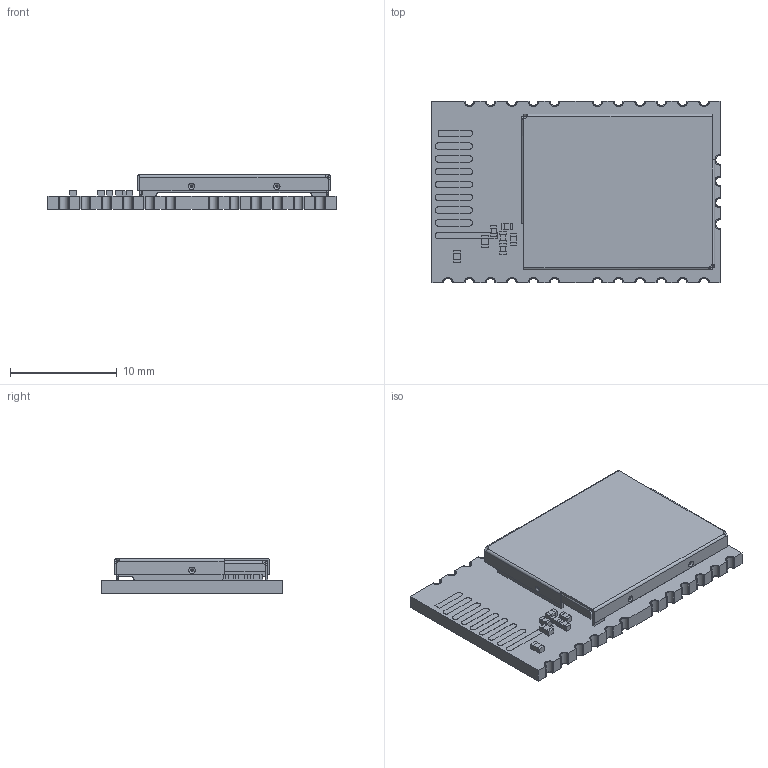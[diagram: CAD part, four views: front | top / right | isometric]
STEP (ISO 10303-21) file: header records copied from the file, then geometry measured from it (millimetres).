
FILE_DESCRIPTION(/* description */ (''),/* implementation_level */ '2;1');
FILE_NAME(/* name */ '2609011081001',/* time_stamp */ '2018-12-11T14:00:28+01:00',/* author */ ('WJ'),/* organization */ ('WÃ¼rth Elektronik eiSos GmbH & Co. KG'),/* preprocessor_version */ 'ST-DEVELOPER v16.7',/* originating_system */ 'DEX',/* authorisation */ $);
FILE_SCHEMA (('AUTOMOTIVE_DESIGN {1 0 10303 214 3 1 1}'));
Length unit declared in the file: millimetre
Products named in the file (9): 2609011081001; PCB; ShieldingCabinet; AMB005F; AMB005C; solderPin; part_small_1; part_small_2; PCB-antenna
Assembly tree (39 placements, depth 3):
  2609011081001
    PCB
    ShieldingCabinet
      AMB005F
      AMB005C
    solderPin  x27
    part_small_1  x2
    part_small_2  x5
    PCB-antenna
Bounding box: 27 x 17 x 3.25 mm (x, y, z)
Volume: 673 mm3; surface area: 2377.9 mm2
Topology: 46 solids, 46 shells, 855 faces, 2054 edges, 1312 vertices
Faces by surface type: plane 632, cylinder 175, torus 24, bspline 12, cone 12
Full cylindrical faces by diameter (mm): 0.8 x6
Entity records: 16049 total; most frequent: CARTESIAN_POINT 2977, DIRECTION 2600, ORIENTED_EDGE 2496, EDGE_CURVE 1248, LINE 954, VECTOR 954, AXIS2_PLACEMENT_3D 823, VERTEX_POINT 816
